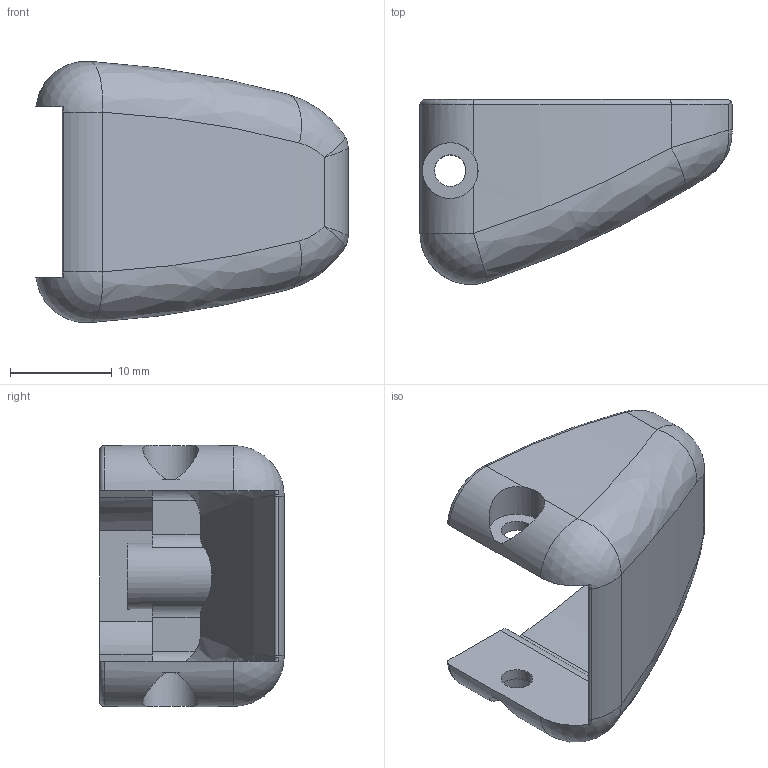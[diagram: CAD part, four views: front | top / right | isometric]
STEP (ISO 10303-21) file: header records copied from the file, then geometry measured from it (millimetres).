
FILE_DESCRIPTION(/* description */ ('STEP AP242','CAx-IF Rec.Pracs.---Representation and Presentation of Product Manufacturing Information (PMI)---4.0---2014-10-13','CAx-IF Rec.Pracs.---3D Tessellated Geometry---0.4---2014-09-14','2;1'),/* implementation_level */ '2;1');
FILE_NAME(/* name */ 'PincOpen - Distal_Shell',/* time_stamp */ '2025-03-10T14:50:41Z',/* author */ (''),/* organization */ (''),/* preprocessor_version */ 'ST-DEVELOPER v20',/* originating_system */ 'ONSHAPE BY PTC INC, 1.194',/* authorisation */ ' ');
FILE_SCHEMA (('AP242_MANAGED_MODEL_BASED_3D_ENGINEERING_MIM_LF { 1 0 10303 442 1 1 4 }'));
Length unit declared in the file: metre
Products named in the file (1): Distal_Shell
Bounding box: 30.72 x 18.19 x 25.71 mm (x, y, z)
Volume: 3109.7 mm3; surface area: 3319.5 mm2
Topology: 1 solids, 1 shells, 74 faces, 199 edges, 124 vertices
Faces by surface type: cylinder 38, plane 14, bspline 14, torus 6, sphere 2
Full cylindrical faces by diameter (mm): 3.1 x2, 4.2 x1, 6.5 x1
Entity records: 2497 total; most frequent: CARTESIAN_POINT 805, ORIENTED_EDGE 376, DIRECTION 309, EDGE_CURVE 188, AXIS2_PLACEMENT_3D 125, VERTEX_POINT 121, EDGE_LOOP 83, FACE_BOUND 83
